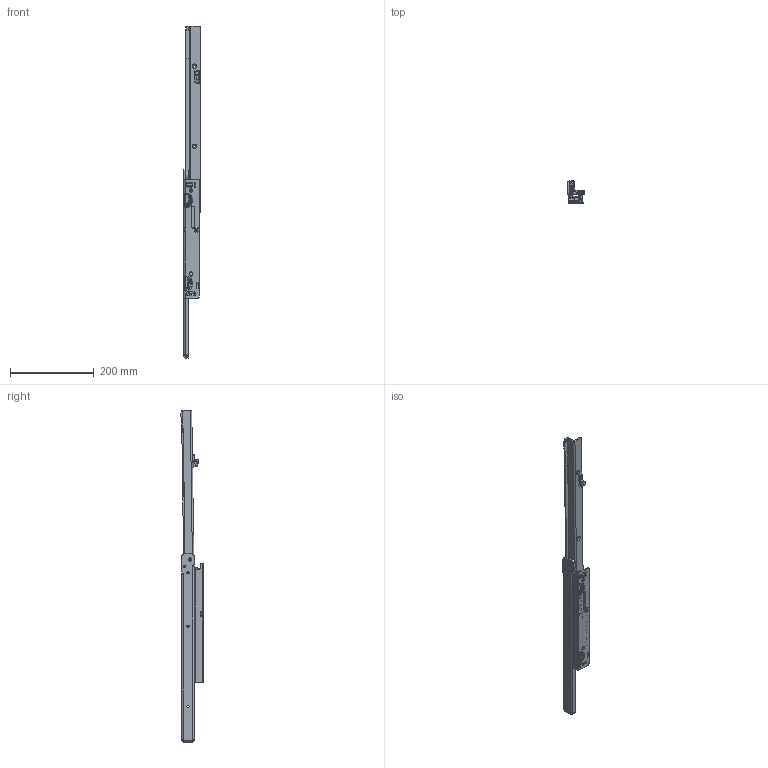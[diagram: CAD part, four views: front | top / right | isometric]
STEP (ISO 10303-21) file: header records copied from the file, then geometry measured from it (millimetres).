
FILE_DESCRIPTION (( 'STEP AP214' ), '1' );
FILE_NAME ('206.450-GA.L529_open.STEP', '2023-04-25T10:43:25', ( '' ), ( '' ), 'SwSTEP 2.0', 'SolidWorks 2020', '' );
FILE_SCHEMA (( 'AUTOMOTIVE_DESIGN' ));
Length unit declared in the file: millimetre
Products named in the file (36): FUL-063 Laufring; FUL-063_U41-003+B01-011; SM-022 Aufkleber; N61-220 einfach_vorgespannt ( 64,5mm ge”ffnet ); FUL-063 Außenring; SE-043; DZ-031 Bremsmanschette; kugel_›   3,175000    (1.8"); N61-220_vorgespannt ( 64,5mm ge”ffnet ); SE-008_kunststoff; B01-011_vernietet Senkkopf Mat. 3mm; DZ-031 Kolbenhinterteil; 206.450-GA.L529_open; DZ-031 Kolben montiert_Lippendichtung w„hrend der Ausziehbewegung; DZ-031 Kolbenvorterteil; DZ-031 Lippendichtung; DZ-031 Zylinder; 875.01-142; SE-044_standard; SM-022_ge”ffnet; SE-044; DZ-031 ø3 kolbenstange; KR-164; SE-044tpe; FUL-063 Kugellager; B01-148_vernietet SE-054; 206.XXX-01.A014_450mm; FUL-063 Käfig; 206.XXX-03.S180_450mm; 206.XXX-01.L529.li_NL 450 Var. 2 ausgefahren; AG-041; SE-055; FUL-063 Innenring; 206.XXX-03.L529.li_NL 450 Var. 2; DZ-031_70,5mm von 0-Stellung ausgezogen => eingebaut in der SM; U41-003
Assembly tree (42 placements, depth 6):
  206.450-GA.L529_open
    206.XXX-01.L529.li_NL 450 Var. 2 ausgefahren
      206.XXX-01.A014_450mm
      FUL-063_U41-003+B01-011
        FUL-063 Kugellager
          FUL-063 Innenring
          FUL-063 Außenring
          FUL-063 Käfig
          kugel_›   3,175000    (1.8")  x7
        FUL-063 Laufring
        B01-011_vernietet Senkkopf Mat. 3mm
        U41-003
      AG-041
      SM-022_ge”ffnet
        SE-043
        DZ-031_70,5mm von 0-Stellung ausgezogen => eingebaut in der SM
          DZ-031 Zylinder
          DZ-031 Kolben montiert_Lippendichtung w„hrend der Ausziehbewegung
            DZ-031 Kolbenvorterteil
            DZ-031 ø3 kolbenstange
            DZ-031 Kolbenhinterteil
            DZ-031 Bremsmanschette
            DZ-031 Lippendichtung
          SE-008_kunststoff
        N61-220_vorgespannt ( 64,5mm ge”ffnet )
          KR-164
          N61-220 einfach_vorgespannt ( 64,5mm ge”ffnet )
        SE-044
          SE-044_standard
          SE-044tpe
        SM-022 Aufkleber
      875.01-142
    206.XXX-03.L529.li_NL 450 Var. 2
      206.XXX-03.S180_450mm
      FUL-063_U41-003+B01-011
        FUL-063 Kugellager
          FUL-063 Innenring
          FUL-063 Außenring
          FUL-063 Käfig
          kugel_›   3,175000    (1.8")  x7
        FUL-063 Laufring
        B01-011_vernietet Senkkopf Mat. 3mm
        U41-003
      B01-148_vernietet SE-054
      SE-055
Bounding box: 38.5 x 53.35 x 794.67 mm (x, y, z)
Volume: 213177.2 mm3; surface area: 204203 mm2
Topology: 46 solids, 46 shells, 3951 faces, 10042 edges, 6183 vertices
Faces by surface type: plane 1448, cylinder 1302, bspline 353, torus 352, sphere 268, cone 228
Entity records: 133186 total; most frequent: CARTESIAN_POINT 43725, ORIENTED_EDGE 18512, DIRECTION 17918, EDGE_CURVE 9256, AXIS2_PLACEMENT_3D 6563, VERTEX_POINT 5739, VECTOR 4792, LINE 4792
